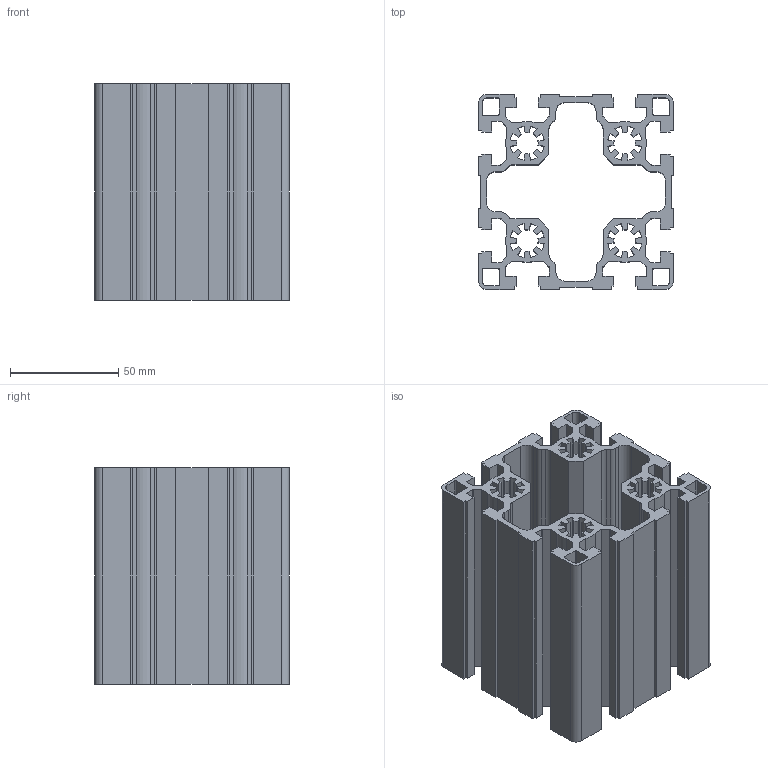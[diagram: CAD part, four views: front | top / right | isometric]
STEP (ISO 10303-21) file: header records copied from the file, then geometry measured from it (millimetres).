
FILE_DESCRIPTION((''),'2;1');
FILE_NAME('K_169090L-100.stp','2013-02-18T10:46:46',('VeronikaF'),(''),'Autodesk Inventor 2011','Autodesk Inventor 2011','');
FILE_SCHEMA(('AUTOMOTIVE_DESIGN { 1 0 10303 214 1 1 1 1 }'));
Length unit declared in the file: millimetre
Products named in the file (1): K_169090L-100
Bounding box: 90 x 90 x 100 mm (x, y, z)
Volume: 237253.4 mm3; surface area: 152274.2 mm2
Topology: 1 solids, 1 shells, 386 faces, 1152 edges, 768 vertices
Faces by surface type: plane 254, cylinder 132
Entity records: 13022 total; most frequent: CARTESIAN_POINT 2307, ORIENTED_EDGE 2304, DIRECTION 2190, EDGE_CURVE 1152, VECTOR 888, LINE 888, VERTEX_POINT 768, AXIS2_PLACEMENT_3D 651
